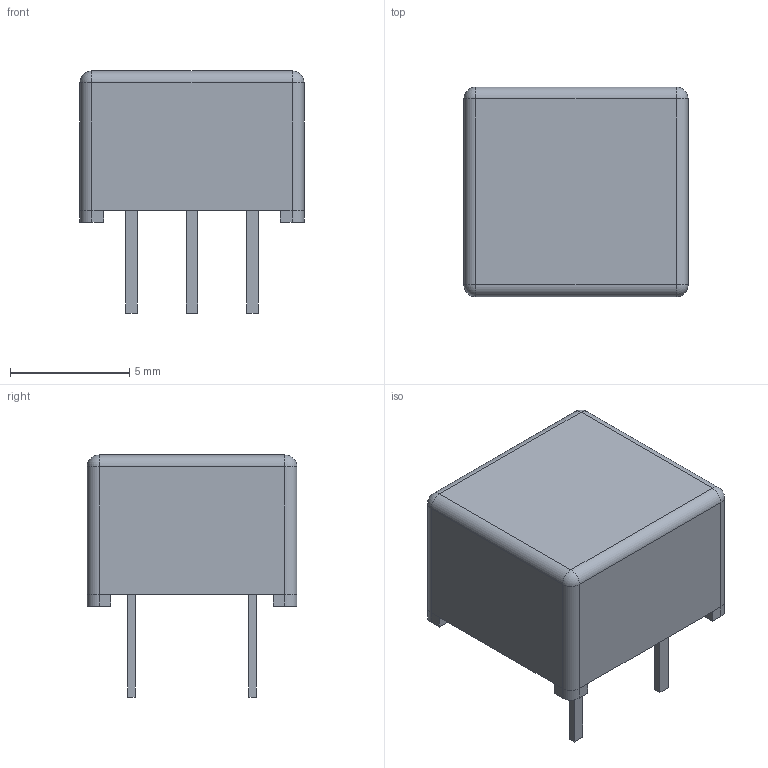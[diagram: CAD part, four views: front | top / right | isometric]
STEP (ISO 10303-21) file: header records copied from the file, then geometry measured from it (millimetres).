
FILE_DESCRIPTION(('FreeCAD Model'),'2;1');
FILE_NAME('Open CASCADE Shape Model','2021-09-14T16:04:38',('Author'),( ''),'Open CASCADE STEP processor 7.5','FreeCAD','Unknown');
FILE_SCHEMA(('AUTOMOTIVE_DESIGN { 1 0 10303 214 1 1 1 1 }'));
Length unit declared in the file: millimetre
Products named in the file (6): AU; case; pin 1; pin 3; pin 4; pin 5
Assembly tree (5 placements, depth 2):
  AU
    case
    pin 1
    pin 3
    pin 4
    pin 5
Bounding box: 9.4 x 8.8 x 10.16 mm (x, y, z)
Volume: 484.8 mm3; surface area: 401.5 mm2
Topology: 5 solids, 5 shells, 74 faces, 168 edges, 100 vertices
Faces by surface type: plane 58, cylinder 12, sphere 4
Entity records: 4243 total; most frequent: CARTESIAN_POINT 708, DIRECTION 646, LINE 444, VECTOR 444, ORIENTED_EDGE 328, PCURVE 328, DEFINITIONAL_REPRESENTATION 328, EDGE_CURVE 164
